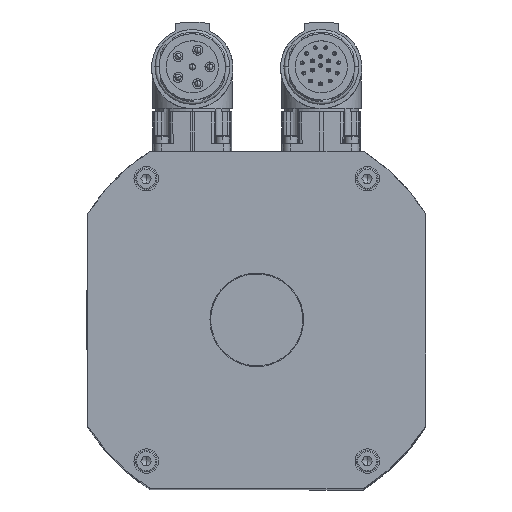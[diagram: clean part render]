
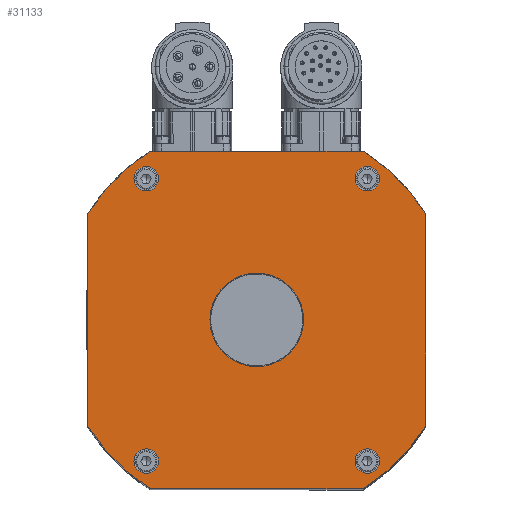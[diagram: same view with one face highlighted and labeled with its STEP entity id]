
A CAD part, top view. The second image highlights one B-rep face of the part: STEP entity #31133.
In plain terms, the highlighted face is planar.
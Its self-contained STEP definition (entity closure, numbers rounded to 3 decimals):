
#6078=CARTESIAN_POINT('',(40.,46.,224.5));
#6079=VERTEX_POINT('',#6078);
#6095=CARTESIAN_POINT('',(32.,46.,224.5));
#6096=VERTEX_POINT('',#6095);
#6103=CARTESIAN_POINT('',(36.,46.,224.5));
#6104=DIRECTION('',(0.0,0.0,-1.0));
#6105=DIRECTION('',(1.0,0.0,0.0));
#6106=AXIS2_PLACEMENT_3D('',#6103,#6104,#6105);
#6107=CIRCLE('',#6106,4.0);
#6108=EDGE_CURVE('',#6079,#6096,#6107,.T.);
#6141=CARTESIAN_POINT('',(-32.,-46.,224.5));
#6142=VERTEX_POINT('',#6141);
#6158=CARTESIAN_POINT('',(-40.,-46.,224.5));
#6159=VERTEX_POINT('',#6158);
#6166=CARTESIAN_POINT('',(-36.,-46.,224.5));
#6167=DIRECTION('',(0.0,0.0,-1.0));
#6168=DIRECTION('',(1.0,0.0,0.0));
#6169=AXIS2_PLACEMENT_3D('',#6166,#6167,#6168);
#6170=CIRCLE('',#6169,4.0);
#6171=EDGE_CURVE('',#6142,#6159,#6170,.T.);
#6204=CARTESIAN_POINT('',(40.,-46.,224.5));
#6205=VERTEX_POINT('',#6204);
#6221=CARTESIAN_POINT('',(32.,-46.,224.5));
#6222=VERTEX_POINT('',#6221);
#6229=CARTESIAN_POINT('',(36.,-46.,224.5));
#6230=DIRECTION('',(0.0,0.0,-1.0));
#6231=DIRECTION('',(1.0,0.0,0.0));
#6232=AXIS2_PLACEMENT_3D('',#6229,#6230,#6231);
#6233=CIRCLE('',#6232,4.0);
#6234=EDGE_CURVE('',#6205,#6222,#6233,.T.);
#6267=CARTESIAN_POINT('',(-32.,46.,224.5));
#6268=VERTEX_POINT('',#6267);
#6284=CARTESIAN_POINT('',(-40.,46.,224.5));
#6285=VERTEX_POINT('',#6284);
#6292=CARTESIAN_POINT('',(-36.,46.,224.5));
#6293=DIRECTION('',(0.0,0.0,-1.0));
#6294=DIRECTION('',(1.0,0.0,0.0));
#6295=AXIS2_PLACEMENT_3D('',#6292,#6293,#6294);
#6296=CIRCLE('',#6295,4.0);
#6297=EDGE_CURVE('',#6268,#6285,#6296,.T.);
#6309=CARTESIAN_POINT('',(-15.25,0.,224.5));
#6310=VERTEX_POINT('',#6309);
#6326=CARTESIAN_POINT('',(15.25,0.,224.5));
#6327=VERTEX_POINT('',#6326);
#6334=CARTESIAN_POINT('',(0.,0.,224.5));
#6335=DIRECTION('',(0.0,0.0,-1.0));
#6336=DIRECTION('',(-1.0,0.0,0.0));
#6337=AXIS2_PLACEMENT_3D('',#6334,#6335,#6336);
#6338=CIRCLE('',#6337,15.25);
#6339=EDGE_CURVE('',#6310,#6327,#6338,.T.);
#30353=CARTESIAN_POINT('',(0.,0.,224.5));
#30354=DIRECTION('',(0.0,0.0,-1.0));
#30355=DIRECTION('',(-1.0,0.0,0.0));
#30356=AXIS2_PLACEMENT_3D('',#30353,#30354,#30355);
#30357=CIRCLE('',#30356,15.25);
#30358=EDGE_CURVE('',#6327,#6310,#30357,.T.);
#30438=CARTESIAN_POINT('',(-36.,46.,224.5));
#30439=DIRECTION('',(0.0,0.0,-1.0));
#30440=DIRECTION('',(1.0,0.0,0.0));
#30441=AXIS2_PLACEMENT_3D('',#30438,#30439,#30440);
#30442=CIRCLE('',#30441,4.0);
#30443=EDGE_CURVE('',#6285,#6268,#30442,.T.);
#30497=CARTESIAN_POINT('',(36.,-46.,224.5));
#30498=DIRECTION('',(0.0,0.0,-1.0));
#30499=DIRECTION('',(1.0,0.0,0.0));
#30500=AXIS2_PLACEMENT_3D('',#30497,#30498,#30499);
#30501=CIRCLE('',#30500,4.0);
#30502=EDGE_CURVE('',#6222,#6205,#30501,.T.);
#30556=CARTESIAN_POINT('',(-36.,-46.,224.5));
#30557=DIRECTION('',(0.0,0.0,-1.0));
#30558=DIRECTION('',(1.0,0.0,0.0));
#30559=AXIS2_PLACEMENT_3D('',#30556,#30557,#30558);
#30560=CIRCLE('',#30559,4.0);
#30561=EDGE_CURVE('',#6159,#6142,#30560,.T.);
#30621=CARTESIAN_POINT('',(36.,46.,224.5));
#30622=DIRECTION('',(0.0,0.0,-1.0));
#30623=DIRECTION('',(1.0,0.0,0.0));
#30624=AXIS2_PLACEMENT_3D('',#30621,#30622,#30623);
#30625=CIRCLE('',#30624,4.0);
#30626=EDGE_CURVE('',#6096,#6079,#30625,.T.);
#30673=CARTESIAN_POINT('',(34.641,55.,224.5));
#30674=VERTEX_POINT('',#30673);
#30681=CARTESIAN_POINT('',(55.,34.641,224.5));
#30682=VERTEX_POINT('',#30681);
#30683=CARTESIAN_POINT('',(0.,0.,224.5));
#30684=DIRECTION('',(0.,0.,1.));
#30685=DIRECTION('',(-0.533,-0.846,0.));
#30686=AXIS2_PLACEMENT_3D('',#30683,#30684,#30685);
#30687=CIRCLE('',#30686,65.);
#30688=EDGE_CURVE('',#30682,#30674,#30687,.T.);
#30712=CARTESIAN_POINT('',(-34.641,55.,224.5));
#30713=VERTEX_POINT('',#30712);
#30720=CARTESIAN_POINT('',(34.641,55.,224.5));
#30721=DIRECTION('',(-1.0,0.0,0.0));
#30722=VECTOR('',#30721,69.282);
#30723=LINE('',#30720,#30722);
#30724=EDGE_CURVE('',#30674,#30713,#30723,.T.);
#30768=CARTESIAN_POINT('',(-55.,34.641,224.5));
#30769=VERTEX_POINT('',#30768);
#30776=CARTESIAN_POINT('',(0.,0.,224.5));
#30777=DIRECTION('',(0.,0.,1.));
#30778=DIRECTION('',(0.846,-0.533,0.));
#30779=AXIS2_PLACEMENT_3D('',#30776,#30777,#30778);
#30780=CIRCLE('',#30779,65.);
#30781=EDGE_CURVE('',#30713,#30769,#30780,.T.);
#30835=CARTESIAN_POINT('',(-55.,-34.641,224.5));
#30836=VERTEX_POINT('',#30835);
#30843=CARTESIAN_POINT('',(-55.,34.641,224.5));
#30844=DIRECTION('',(0.0,-1.0,0.0));
#30845=VECTOR('',#30844,69.282);
#30846=LINE('',#30843,#30845);
#30847=EDGE_CURVE('',#30769,#30836,#30846,.T.);
#30891=CARTESIAN_POINT('',(-34.641,-55.,224.5));
#30892=VERTEX_POINT('',#30891);
#30899=CARTESIAN_POINT('',(0.,0.,224.5));
#30900=DIRECTION('',(0.,0.,1.0));
#30901=DIRECTION('',(0.533,0.846,0.));
#30902=AXIS2_PLACEMENT_3D('',#30899,#30900,#30901);
#30903=CIRCLE('',#30902,65.);
#30904=EDGE_CURVE('',#30836,#30892,#30903,.T.);
#30923=CARTESIAN_POINT('',(34.641,-55.,224.5));
#30924=VERTEX_POINT('',#30923);
#30931=CARTESIAN_POINT('',(-34.641,-55.,224.5));
#30932=DIRECTION('',(1.0,0.0,0.0));
#30933=VECTOR('',#30932,69.282);
#30934=LINE('',#30931,#30933);
#30935=EDGE_CURVE('',#30892,#30924,#30934,.T.);
#30979=CARTESIAN_POINT('',(55.,-34.641,224.5));
#30980=VERTEX_POINT('',#30979);
#30987=CARTESIAN_POINT('',(0.,0.,224.5));
#30988=DIRECTION('',(0.,0.,1.0));
#30989=DIRECTION('',(-0.846,0.533,0.));
#30990=AXIS2_PLACEMENT_3D('',#30987,#30988,#30989);
#30991=CIRCLE('',#30990,65.0);
#30992=EDGE_CURVE('',#30924,#30980,#30991,.T.);
#31038=CARTESIAN_POINT('',(55.,-34.641,224.5));
#31039=DIRECTION('',(0.0,1.0,0.0));
#31040=VECTOR('',#31039,69.282);
#31041=LINE('',#31038,#31040);
#31042=EDGE_CURVE('',#30980,#30682,#31041,.T.);
#31098=CARTESIAN_POINT('',(0.,0.,224.5));
#31099=DIRECTION('',(0.0,0.0,-1.0));
#31100=DIRECTION('',(-1.0,0.0,0.0));
#31101=AXIS2_PLACEMENT_3D('',#31098,#31099,#31100);
#31102=PLANE('',#31101);
#31103=ORIENTED_EDGE('',*,*,#31042,.T.);
#31104=ORIENTED_EDGE('',*,*,#30688,.T.);
#31105=ORIENTED_EDGE('',*,*,#30724,.T.);
#31106=ORIENTED_EDGE('',*,*,#30781,.T.);
#31107=ORIENTED_EDGE('',*,*,#30847,.T.);
#31108=ORIENTED_EDGE('',*,*,#30904,.T.);
#31109=ORIENTED_EDGE('',*,*,#30935,.T.);
#31110=ORIENTED_EDGE('',*,*,#30992,.T.);
#31111=EDGE_LOOP('',(#31103,#31104,#31105,#31106,#31107,#31108,#31109,#31110));
#31112=FACE_OUTER_BOUND('',#31111,.T.);
#31113=ORIENTED_EDGE('',*,*,#30358,.T.);
#31114=ORIENTED_EDGE('',*,*,#6339,.T.);
#31115=EDGE_LOOP('',(#31113,#31114));
#31116=FACE_BOUND('',#31115,.T.);
#31117=ORIENTED_EDGE('',*,*,#6297,.T.);
#31118=ORIENTED_EDGE('',*,*,#30443,.T.);
#31119=EDGE_LOOP('',(#31117,#31118));
#31120=FACE_BOUND('',#31119,.T.);
#31121=ORIENTED_EDGE('',*,*,#6234,.T.);
#31122=ORIENTED_EDGE('',*,*,#30502,.T.);
#31123=EDGE_LOOP('',(#31121,#31122));
#31124=FACE_BOUND('',#31123,.T.);
#31125=ORIENTED_EDGE('',*,*,#6171,.T.);
#31126=ORIENTED_EDGE('',*,*,#30561,.T.);
#31127=EDGE_LOOP('',(#31125,#31126));
#31128=FACE_BOUND('',#31127,.T.);
#31129=ORIENTED_EDGE('',*,*,#6108,.T.);
#31130=ORIENTED_EDGE('',*,*,#30626,.T.);
#31131=EDGE_LOOP('',(#31129,#31130));
#31132=FACE_BOUND('',#31131,.T.);
#31133=ADVANCED_FACE('',(#31112,#31116,#31120,#31124,#31128,#31132),#31102,.F.);
